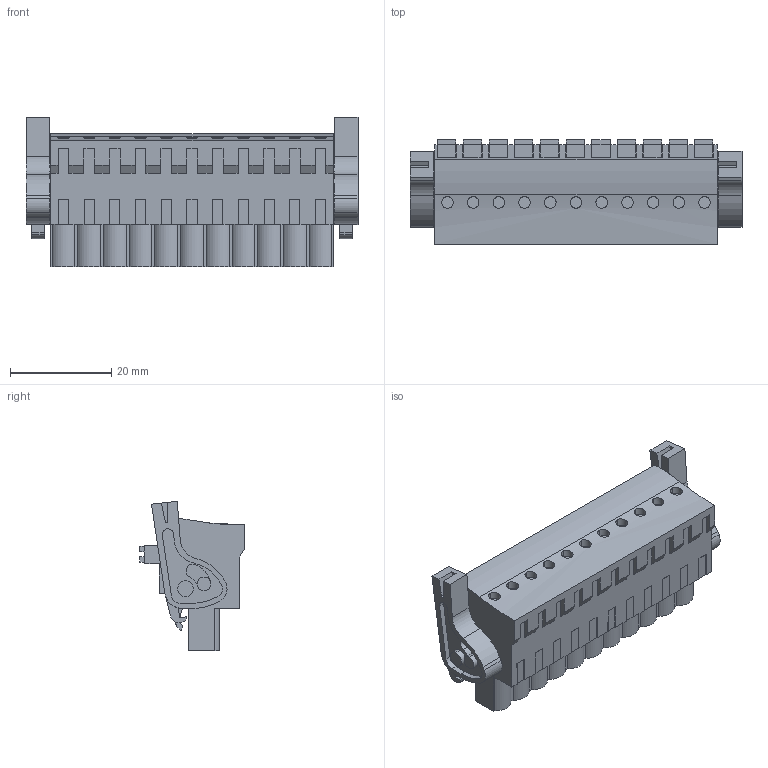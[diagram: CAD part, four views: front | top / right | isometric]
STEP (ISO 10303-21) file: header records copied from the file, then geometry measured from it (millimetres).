
FILE_DESCRIPTION(('CATIA V5 STEP Exchange','CAx-IF Rec.Pracs.--- Model Styling and Organization---1.4--- 2014-01-23'),'2;1');
FILE_NAME ('D1446337_0_1002370000_1002370000.stp','2017-09-09T07:35:07+00:00',('none'),('Weidmueller'),'CATIA Version 5-6 Release 2016','CATIA V5 STEP AP214','none');
FILE_SCHEMA(('AUTOMOTIVE_DESIGN { 1 0 10303 214 1 1 1 1 }'));
Length unit declared in the file: millimetre
Products named in the file (1): 1002370000
Bounding box: 65.58 x 20.64 x 29.52 mm (x, y, z)
Volume: 18197.3 mm3; surface area: 9168.6 mm2
Topology: 14 solids, 14 shells, 843 faces, 2400 edges, 1639 vertices
Faces by surface type: plane 643, cylinder 190, extrusion 10
Entity records: 25475 total; most frequent: CARTESIAN_POINT 4979, ORIENTED_EDGE 4800, DIRECTION 3255, EDGE_CURVE 2400, VECTOR 1959, LINE 1949, VERTEX_POINT 1639, EDGE_LOOP 905
